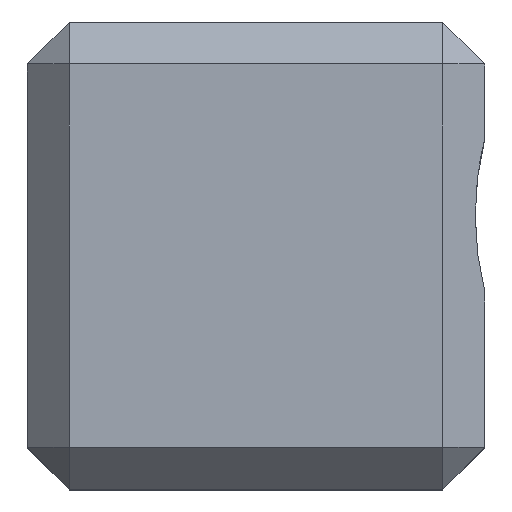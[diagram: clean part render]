
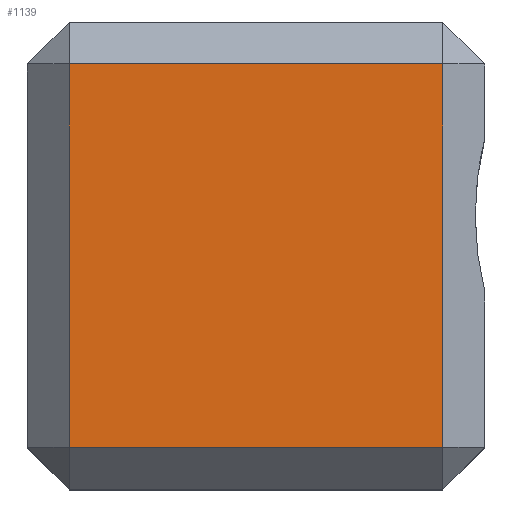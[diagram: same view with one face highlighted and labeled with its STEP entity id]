
A CAD part, top view. The second image highlights one B-rep face of the part: STEP entity #1139.
In plain terms, the highlighted face is planar.
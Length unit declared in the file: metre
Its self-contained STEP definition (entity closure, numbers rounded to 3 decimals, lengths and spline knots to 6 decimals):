
#38 = DIRECTION ( 'NONE',  ( -1., 0., 0. ) ) ;
#48 = VECTOR ( 'NONE', #38, 1. ) ;
#106 = VERTEX_POINT ( 'NONE', #692 ) ;
#147 = VERTEX_POINT ( 'NONE', #1011 ) ;
#157 = ORIENTED_EDGE ( 'NONE', *, *, #1055, .T. ) ;
#246 = LINE ( 'NONE', #514, #48 ) ;
#359 = VECTOR ( 'NONE', #693, 1. ) ;
#409 = VECTOR ( 'NONE', #983, 1. ) ;
#420 = CARTESIAN_POINT ( 'NONE',  ( 0., 0., -0.004 ) ) ;
#475 = ORIENTED_EDGE ( 'NONE', *, *, #898, .T. ) ;
#477 = VERTEX_POINT ( 'NONE', #549 ) ;
#514 = CARTESIAN_POINT ( 'NONE',  ( 0., 0.0009, -0.004 ) ) ;
#536 = DIRECTION ( 'NONE',  ( 1., 0., 0. ) ) ;
#549 = CARTESIAN_POINT ( 'NONE',  ( -0.00411, 0.0089, -0.004 ) ) ;
#599 = CARTESIAN_POINT ( 'NONE',  ( 0., 0.0089, -0.004 ) ) ;
#618 = DIRECTION ( 'NONE',  ( 0., -1., 0. ) ) ;
#692 = CARTESIAN_POINT ( 'NONE',  ( -0.00411, 0.0009, -0.004 ) ) ;
#693 = DIRECTION ( 'NONE',  ( 1., 0., 0. ) ) ;
#703 = LINE ( 'NONE', #818, #896 ) ;
#709 = DIRECTION ( 'NONE',  ( 0., 0., 1. ) ) ;
#758 = EDGE_LOOP ( 'NONE', ( #873, #157, #967, #475 ) ) ;
#800 = EDGE_CURVE ( 'NONE', #477, #1041, #1178, .T. ) ;
#809 = FACE_OUTER_BOUND ( 'NONE', #758, .T. ) ;
#818 = CARTESIAN_POINT ( 'NONE',  ( 0.00411, 0., -0.004 ) ) ;
#873 = ORIENTED_EDGE ( 'NONE', *, *, #800, .T. ) ;
#896 = VECTOR ( 'NONE', #618, 1. ) ;
#898 = EDGE_CURVE ( 'NONE', #106, #477, #1279, .T. ) ;
#967 = ORIENTED_EDGE ( 'NONE', *, *, #1119, .T. ) ;
#983 = DIRECTION ( 'NONE',  ( 0., 1., 0. ) ) ;
#1011 = CARTESIAN_POINT ( 'NONE',  ( 0.00411, 0.0009, -0.004 ) ) ;
#1041 = VERTEX_POINT ( 'NONE', #1216 ) ;
#1055 = EDGE_CURVE ( 'NONE', #1041, #147, #703, .T. ) ;
#1118 = PLANE ( 'NONE',  #1213 ) ;
#1119 = EDGE_CURVE ( 'NONE', #147, #106, #246, .T. ) ;
#1139 = ADVANCED_FACE ( 'NONE', ( #809 ), #1118, .F. ) ;
#1178 = LINE ( 'NONE', #599, #359 ) ;
#1183 = CARTESIAN_POINT ( 'NONE',  ( -0.00411, 0., -0.004 ) ) ;
#1213 = AXIS2_PLACEMENT_3D ( 'NONE', #420, #709, #536 ) ;
#1216 = CARTESIAN_POINT ( 'NONE',  ( 0.00411, 0.0089, -0.004 ) ) ;
#1279 = LINE ( 'NONE', #1183, #409 ) ;
